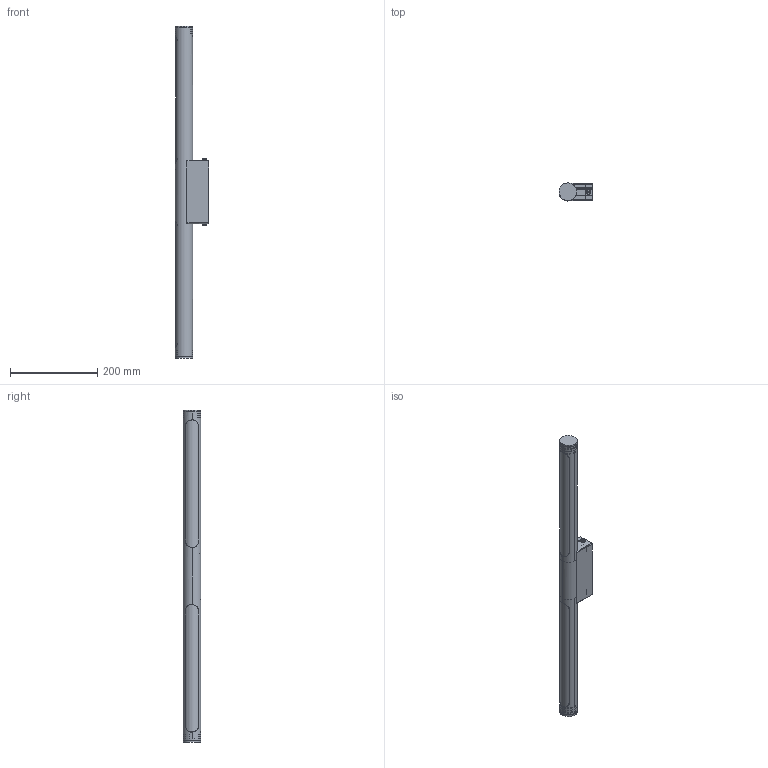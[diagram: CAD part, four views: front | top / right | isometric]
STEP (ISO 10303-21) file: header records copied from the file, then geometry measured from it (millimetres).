
FILE_DESCRIPTION (( 'STEP AP214' ), '1' );
FILE_NAME ('Assem Arevik Morror Brass.STEP', '2019-02-20T12:33:15', ( '' ), ( '' ), 'SwSTEP 2.0', 'SolidWorks 2018', '' );
FILE_SCHEMA (( 'AUTOMOTIVE_DESIGN' ));
Length unit declared in the file: millimetre
Products named in the file (10): Driver Fastener  - 12pd2001011-02-01; Assem Arevik Morror Brass; Screw m4-25  - 12pd2001011-07-01; Joined Sheet1  - 12pd2001011-03-01; plaxy pipe  - 12pd2001011-09-01; Cap  - 12pd2001011-14-01; nut M4  - 12pd2001011-06-01; DriverBox  - 12pd2001011-01-01; Main Pipe  - 12pd2001011-12-01; Oring  - 12pd2001011-13-01
Assembly tree (15 placements, depth 2):
  Assem Arevik Morror Brass
    Main Pipe  - 12pd2001011-12-01
    DriverBox  - 12pd2001011-01-01
    plaxy pipe  - 12pd2001011-09-01  x2
    Cap  - 12pd2001011-14-01  x2
    Oring  - 12pd2001011-13-01  x2
    Joined Sheet1  - 12pd2001011-03-01  x2
    nut M4  - 12pd2001011-06-01  x2
    Driver Fastener  - 12pd2001011-02-01
    Screw m4-25  - 12pd2001011-07-01  x2
Bounding box: 77.17 x 40 x 759.11 mm (x, y, z)
Volume: 401049 mm3; surface area: 339543 mm2
Topology: 15 solids, 15 shells, 726 faces, 1942 edges, 1252 vertices
Faces by surface type: cylinder 519, plane 159, torus 22, bspline 18, cone 8
Entity records: 26751 total; most frequent: CARTESIAN_POINT 16786, ORIENTED_EDGE 2230, DIRECTION 1757, EDGE_CURVE 1115, VERTEX_POINT 712, AXIS2_PLACEMENT_3D 643, VECTOR 471, LINE 471
